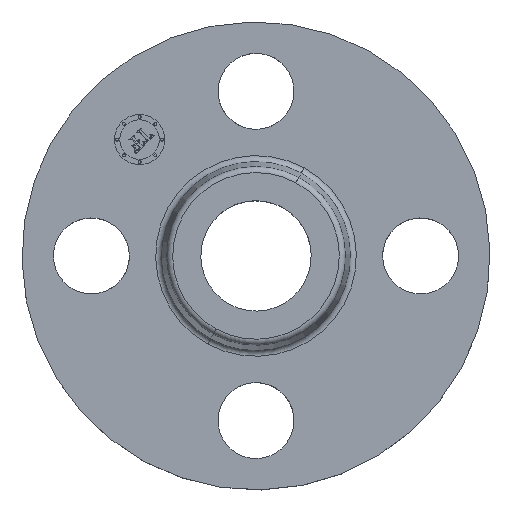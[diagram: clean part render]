
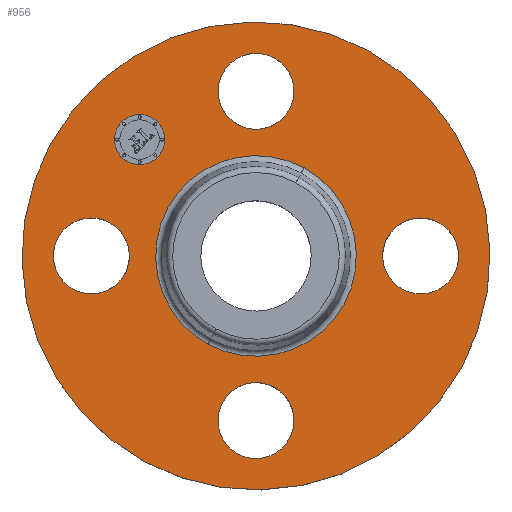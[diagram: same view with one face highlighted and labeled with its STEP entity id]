
A CAD part, top view. The second image highlights one B-rep face of the part: STEP entity #956.
In plain terms, the highlighted planar face has unit normal (0, 0, 1).
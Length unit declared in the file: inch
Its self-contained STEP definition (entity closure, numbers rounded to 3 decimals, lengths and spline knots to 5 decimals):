
#65=AXIS2_PLACEMENT_3D('Circle Axis2P3D',#63,#64,$) ;
#89=AXIS2_PLACEMENT_3D('Circle Axis2P3D',#87,#88,$) ;
#123=AXIS2_PLACEMENT_3D('Circle Axis2P3D',#121,#122,$) ;
#147=AXIS2_PLACEMENT_3D('Circle Axis2P3D',#145,#146,$) ;
#164=AXIS2_PLACEMENT_3D('Circle Axis2P3D',#162,#163,$) ;
#199=AXIS2_PLACEMENT_3D('Circle Axis2P3D',#197,#198,$) ;
#566=AXIS2_PLACEMENT_3D('Circle Axis2P3D',#564,#565,$) ;
#578=AXIS2_PLACEMENT_3D('Circle Axis2P3D',#576,#577,$) ;
#610=AXIS2_PLACEMENT_3D('Circle Axis2P3D',#608,#609,$) ;
#622=AXIS2_PLACEMENT_3D('Circle Axis2P3D',#620,#621,$) ;
#654=AXIS2_PLACEMENT_3D('Circle Axis2P3D',#652,#653,$) ;
#666=AXIS2_PLACEMENT_3D('Circle Axis2P3D',#664,#665,$) ;
#912=AXIS2_PLACEMENT_3D('Plane Axis2P3D',#909,#910,#911) ;
#940=AXIS2_PLACEMENT_3D('Circle Axis2P3D',#938,#939,$) ;
#949=AXIS2_PLACEMENT_3D('Circle Axis2P3D',#947,#948,$) ;
#46=CARTESIAN_POINT('Vertex',(-0.32909,1.80478,0.56)) ;
#60=CARTESIAN_POINT('Vertex',(0.32909,1.44522,0.56)) ;
#63=CARTESIAN_POINT('Axis2P3D Location',(0.,1.625,0.56)) ;
#87=CARTESIAN_POINT('Axis2P3D Location',(0.,1.625,0.56)) ;
#118=CARTESIAN_POINT('Vertex',(-1.10747,-2.02722,0.56)) ;
#121=CARTESIAN_POINT('Axis2P3D Location',(0.,0.,0.56)) ;
#125=CARTESIAN_POINT('Vertex',(1.10747,2.02722,0.56)) ;
#145=CARTESIAN_POINT('Axis2P3D Location',(0.,0.,0.56)) ;
#162=CARTESIAN_POINT('Axis2P3D Location',(0.,0.,0.56)) ;
#166=CARTESIAN_POINT('Vertex',(0.4748,0.86911,0.56)) ;
#168=CARTESIAN_POINT('Vertex',(-0.4748,-0.86911,0.56)) ;
#197=CARTESIAN_POINT('Axis2P3D Location',(0.,0.,0.56)) ;
#554=CARTESIAN_POINT('Vertex',(1.80478,0.32909,0.56)) ;
#561=CARTESIAN_POINT('Vertex',(1.44522,-0.32909,0.56)) ;
#564=CARTESIAN_POINT('Axis2P3D Location',(1.625,0.,0.56)) ;
#576=CARTESIAN_POINT('Axis2P3D Location',(1.625,0.,0.56)) ;
#598=CARTESIAN_POINT('Vertex',(-1.80478,-0.32909,0.56)) ;
#605=CARTESIAN_POINT('Vertex',(-1.44522,0.32909,0.56)) ;
#608=CARTESIAN_POINT('Axis2P3D Location',(-1.625,0.,0.56)) ;
#620=CARTESIAN_POINT('Axis2P3D Location',(-1.625,0.,0.56)) ;
#642=CARTESIAN_POINT('Vertex',(0.32909,-1.80478,0.56)) ;
#649=CARTESIAN_POINT('Vertex',(-0.32909,-1.44522,0.56)) ;
#652=CARTESIAN_POINT('Axis2P3D Location',(0.,-1.625,0.56)) ;
#664=CARTESIAN_POINT('Axis2P3D Location',(0.,-1.625,0.56)) ;
#909=CARTESIAN_POINT('Axis2P3D Location',(0.,2.31,0.56)) ;
#938=CARTESIAN_POINT('Axis2P3D Location',(-1.14905,1.14905,0.56)) ;
#942=CARTESIAN_POINT('Vertex',(-1.32406,0.97404,0.56)) ;
#944=CARTESIAN_POINT('Vertex',(-0.97404,1.32406,0.56)) ;
#947=CARTESIAN_POINT('Axis2P3D Location',(-1.14905,1.14905,0.56)) ;
#64=DIRECTION('Axis2P3D Direction',(0.,-0.,-0.039)) ;
#88=DIRECTION('Axis2P3D Direction',(0.,-0.,-0.039)) ;
#122=DIRECTION('Axis2P3D Direction',(0.,0.,-0.039)) ;
#146=DIRECTION('Axis2P3D Direction',(0.,0.,-0.039)) ;
#163=DIRECTION('Axis2P3D Direction',(0.,0.,-0.039)) ;
#198=DIRECTION('Axis2P3D Direction',(0.,0.,-0.039)) ;
#565=DIRECTION('Axis2P3D Direction',(0.,-0.,-0.039)) ;
#577=DIRECTION('Axis2P3D Direction',(0.,-0.,-0.039)) ;
#609=DIRECTION('Axis2P3D Direction',(0.,0.,-0.039)) ;
#621=DIRECTION('Axis2P3D Direction',(0.,0.,-0.039)) ;
#653=DIRECTION('Axis2P3D Direction',(-0.,0.,-0.039)) ;
#665=DIRECTION('Axis2P3D Direction',(-0.,0.,-0.039)) ;
#910=DIRECTION('Axis2P3D Direction',(0.,0.,-0.039)) ;
#911=DIRECTION('Axis2P3D XDirection',(0.039,0.,0.)) ;
#939=DIRECTION('Axis2P3D Direction',(0.,0.,-0.039)) ;
#948=DIRECTION('Axis2P3D Direction',(0.,0.,-0.039)) ;
#915=ORIENTED_EDGE('',*,*,#149,.F.) ;
#916=ORIENTED_EDGE('',*,*,#127,.F.) ;
#919=ORIENTED_EDGE('',*,*,#67,.T.) ;
#920=ORIENTED_EDGE('',*,*,#91,.T.) ;
#923=ORIENTED_EDGE('',*,*,#201,.T.) ;
#924=ORIENTED_EDGE('',*,*,#170,.T.) ;
#927=ORIENTED_EDGE('',*,*,#580,.T.) ;
#928=ORIENTED_EDGE('',*,*,#568,.T.) ;
#931=ORIENTED_EDGE('',*,*,#668,.T.) ;
#932=ORIENTED_EDGE('',*,*,#656,.T.) ;
#935=ORIENTED_EDGE('',*,*,#624,.T.) ;
#936=ORIENTED_EDGE('',*,*,#612,.T.) ;
#953=ORIENTED_EDGE('',*,*,#946,.T.) ;
#954=ORIENTED_EDGE('',*,*,#951,.T.) ;
#921=FACE_BOUND('',#918,.T.) ;
#925=FACE_BOUND('',#922,.T.) ;
#929=FACE_BOUND('',#926,.T.) ;
#933=FACE_BOUND('',#930,.T.) ;
#937=FACE_BOUND('',#934,.T.) ;
#955=FACE_BOUND('',#952,.T.) ;
#956=ADVANCED_FACE('PartBody',(#917,#921,#925,#929,#933,#937,#955),#913,.F.) ;
#66=CIRCLE('generated circle',#65,0.375) ;
#90=CIRCLE('generated circle',#89,0.375) ;
#124=CIRCLE('generated circle',#123,2.31) ;
#148=CIRCLE('generated circle',#147,2.31) ;
#165=CIRCLE('generated circle',#164,0.99035) ;
#200=CIRCLE('generated circle',#199,0.99035) ;
#567=CIRCLE('generated circle',#566,0.375) ;
#579=CIRCLE('generated circle',#578,0.375) ;
#611=CIRCLE('generated circle',#610,0.375) ;
#623=CIRCLE('generated circle',#622,0.375) ;
#655=CIRCLE('generated circle',#654,0.375) ;
#667=CIRCLE('generated circle',#666,0.375) ;
#941=CIRCLE('generated circle',#940,0.2475) ;
#950=CIRCLE('generated circle',#949,0.2475) ;
#67=EDGE_CURVE('',#47,#61,#66,.T.) ;
#91=EDGE_CURVE('',#61,#47,#90,.T.) ;
#127=EDGE_CURVE('',#119,#126,#124,.T.) ;
#149=EDGE_CURVE('',#126,#119,#148,.T.) ;
#170=EDGE_CURVE('',#167,#169,#165,.T.) ;
#201=EDGE_CURVE('',#169,#167,#200,.T.) ;
#568=EDGE_CURVE('',#555,#562,#567,.T.) ;
#580=EDGE_CURVE('',#562,#555,#579,.T.) ;
#612=EDGE_CURVE('',#599,#606,#611,.T.) ;
#624=EDGE_CURVE('',#606,#599,#623,.T.) ;
#656=EDGE_CURVE('',#643,#650,#655,.T.) ;
#668=EDGE_CURVE('',#650,#643,#667,.T.) ;
#946=EDGE_CURVE('',#943,#945,#941,.T.) ;
#951=EDGE_CURVE('',#945,#943,#950,.T.) ;
#914=EDGE_LOOP('',(#915,#916)) ;
#918=EDGE_LOOP('',(#919,#920)) ;
#922=EDGE_LOOP('',(#923,#924)) ;
#926=EDGE_LOOP('',(#927,#928)) ;
#930=EDGE_LOOP('',(#931,#932)) ;
#934=EDGE_LOOP('',(#935,#936)) ;
#952=EDGE_LOOP('',(#953,#954)) ;
#917=FACE_OUTER_BOUND('',#914,.T.) ;
#913=PLANE('',#912) ;
#47=VERTEX_POINT('',#46) ;
#61=VERTEX_POINT('',#60) ;
#119=VERTEX_POINT('',#118) ;
#126=VERTEX_POINT('',#125) ;
#167=VERTEX_POINT('',#166) ;
#169=VERTEX_POINT('',#168) ;
#555=VERTEX_POINT('',#554) ;
#562=VERTEX_POINT('',#561) ;
#599=VERTEX_POINT('',#598) ;
#606=VERTEX_POINT('',#605) ;
#643=VERTEX_POINT('',#642) ;
#650=VERTEX_POINT('',#649) ;
#943=VERTEX_POINT('',#942) ;
#945=VERTEX_POINT('',#944) ;
